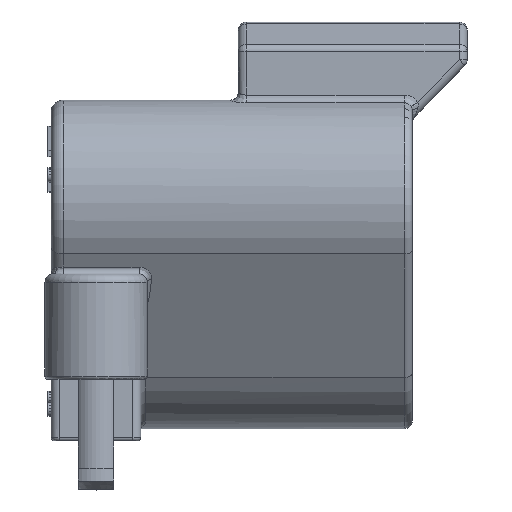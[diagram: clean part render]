
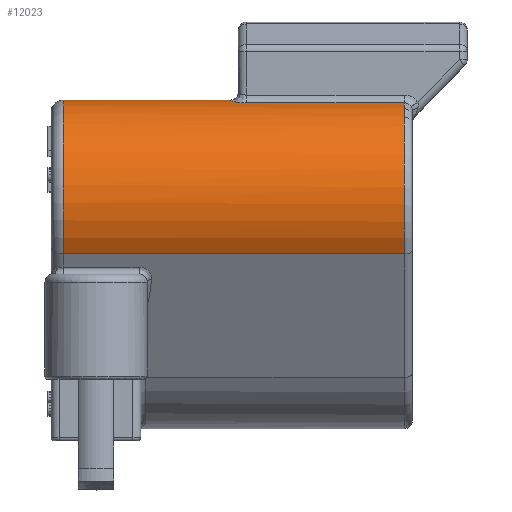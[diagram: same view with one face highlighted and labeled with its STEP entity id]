
A CAD part, left-side view. The second image highlights one B-rep face of the part: STEP entity #12023.
In plain terms, the highlighted cylindrical face has radius 6.38 mm (diameter 12.76 mm), a partial arc.
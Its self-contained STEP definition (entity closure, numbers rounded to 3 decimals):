
#1167=CARTESIAN_POINT('',(-4.429,11.32,2.557));
#1168=DIRECTION('',(0.,1.,0.));
#1169=DIRECTION('',(-0.09,0.,0.996));
#1170=AXIS2_PLACEMENT_3D('',#1167,#1168,#1169);
#1182=CARTESIAN_POINT('',(-5.932,10.32,8.758));
#1183=CARTESIAN_POINT('',(-5.932,10.408,8.758));
#1184=CARTESIAN_POINT('',(-5.91,10.578,8.763));
#1185=CARTESIAN_POINT('',(-5.827,10.81,8.783));
#1186=CARTESIAN_POINT('',(-5.666,11.038,8.817));
#1187=CARTESIAN_POINT('',(-5.476,11.195,8.852));
#1188=CARTESIAN_POINT('',(-5.231,11.302,8.888));
#1189=CARTESIAN_POINT('',(-5.081,11.32,8.904));
#1190=CARTESIAN_POINT('',(-5.005,11.32,8.911));
#1201=DIRECTION('',(0.,1.,0.));
#1202=VECTOR('',#1201,9.82);
#1203=CARTESIAN_POINT('',(-5.932,0.5,8.758));
#1204=LINE('',#1203,#1202);
#1218=CARTESIAN_POINT('',(-4.429,0.5,2.557));
#1219=DIRECTION('',(0.,1.,0.));
#1220=DIRECTION('',(-0.866,0.,-0.5));
#1221=AXIS2_PLACEMENT_3D('',#1218,#1219,#1220);
#1234=DIRECTION('',(0.,-1.,0.));
#1235=VECTOR('',#1234,10.39);
#1236=CARTESIAN_POINT('',(-4.429,21.71,8.937));
#1237=LINE('',#1236,#1235);
#1238=DIRECTION('',(0.,1.,0.));
#1239=VECTOR('',#1238,21.21);
#1240=CARTESIAN_POINT('',(-9.954,0.5,-0.633));
#1241=LINE('',#1240,#1239);
#2668=CARTESIAN_POINT('',(-4.429,21.71,2.557));
#2669=DIRECTION('',(0.,-1.,0.));
#2670=DIRECTION('',(0.,0.,1.));
#2671=AXIS2_PLACEMENT_3D('',#2668,#2669,#2670);
#8744=CARTESIAN_POINT('',(-5.005,11.32,8.911));
#8745=VERTEX_POINT('',#8744);
#8746=CARTESIAN_POINT('',(-4.429,11.32,8.937));
#8747=VERTEX_POINT('',#8746);
#8748=CARTESIAN_POINT('',(-5.932,10.32,8.758));
#8749=VERTEX_POINT('',#8748);
#8750=CARTESIAN_POINT('',(-5.932,0.5,8.758));
#8751=VERTEX_POINT('',#8750);
#8752=CARTESIAN_POINT('',(-9.954,0.5,-0.633));
#8753=VERTEX_POINT('',#8752);
#8754=CARTESIAN_POINT('',(-4.429,21.71,8.937));
#8755=VERTEX_POINT('',#8754);
#8756=CARTESIAN_POINT('',(-9.954,21.71,
-0.633));
#8757=VERTEX_POINT('',#8756);
#12006=CARTESIAN_POINT('',(-4.429,17.4,2.557));
#12007=DIRECTION('',(0.,-1.,0.));
#12008=DIRECTION('',(0.,0.,-1.));
#12009=AXIS2_PLACEMENT_3D('',#12006,#12007,#12008);
#12010=CYLINDRICAL_SURFACE('',#12009,6.38);
#12012=ORIENTED_EDGE('',*,*,#12011,.T.);
#12013=ORIENTED_EDGE('',*,*,#11871,.F.);
#12014=ORIENTED_EDGE('',*,*,#11926,.F.);
#12015=ORIENTED_EDGE('',*,*,#11940,.F.);
#12016=ORIENTED_EDGE('',*,*,#11996,.F.);
#12018=ORIENTED_EDGE('',*,*,#12017,.T.);
#12020=ORIENTED_EDGE('',*,*,#12019,.F.);
#12021=EDGE_LOOP('',(#12012,#12013,#12014,#12015,#12016,#12018,#12020));
#12022=FACE_OUTER_BOUND('',#12021,.F.);
#12023=ADVANCED_FACE('',(#12022),#12010,.T.);
#1171=CIRCLE('',#1170,6.38);
#1191=B_SPLINE_CURVE_WITH_KNOTS('',3,(#1182,#1183,#1184,#1185,#1186,#1187,#1188,
#1189,#1190),.UNSPECIFIED.,.F.,.F.,(4,1,1,1,1,1,4),(0.,0.167,
0.333,0.5,0.667,0.833,1.),
.UNSPECIFIED.);
#1222=CIRCLE('',#1221,6.38);
#2672=CIRCLE('',#2671,6.38);
#11871=EDGE_CURVE('',#8745,#8747,#1171,.T.);
#11926=EDGE_CURVE('',#8749,#8745,#1191,.T.);
#11940=EDGE_CURVE('',#8751,#8749,#1204,.T.);
#11996=EDGE_CURVE('',#8753,#8751,#1222,.T.);
#12011=EDGE_CURVE('',#8755,#8747,#1237,.T.);
#12017=EDGE_CURVE('',#8753,#8757,#1241,.T.);
#12019=EDGE_CURVE('',#8755,#8757,#2672,.T.);
